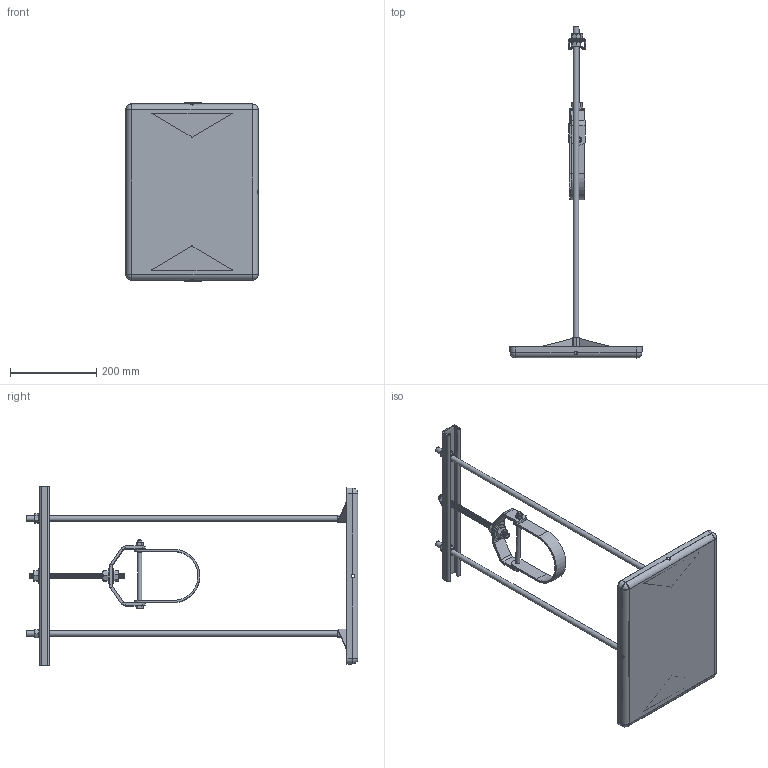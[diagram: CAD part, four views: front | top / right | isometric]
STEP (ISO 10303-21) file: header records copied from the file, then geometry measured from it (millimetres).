
FILE_DESCRIPTION((''),'2;1');
FILE_NAME('5-SB-H HDG-SS.stp','2012-11-21T13:20:39',('rdavis'),(''),'Autodesk Inventor 2013','Autodesk Inventor 2013','');
FILE_SCHEMA(('AUTOMOTIVE_DESIGN { 1 0 10303 214 1 1 1 1 }'));
Length unit declared in the file: inch
Products named in the file (16): 5-SB-H HDG-SS; 4.75_shorter all thread; bottom hanger_4; Flat Washer Type A Wide_AI_FW 0; Heavy Hex Nut_AI_HHNUT 0; .5 all thread_7_; top hanger_4; Hex Bolt - Inch 3/8-16 UNC - 6; Hex Nut - Inch 3/8 - 16; Hex Nut_AI_HNUT 0; Pan SS 12x16; 30 inch all thread; P-3300 strut 16 inch; Long Hex Nut_HNUT 0.3750-24-D-N SS; Angle Mount - 6-RAH SS
Assembly tree (28 placements, depth 3):
  5-SB-H HDG-SS
    4.75_shorter all thread
      bottom hanger_4
      Flat Washer Type A Wide_AI_FW 0  x3
      Heavy Hex Nut_AI_HHNUT 0  x3
      .5 all thread_7_
      top hanger_4
      Hex Bolt - Inch 3/8-16 UNC - 6
      Hex Nut - Inch 3/8 - 16
    Hex Nut_AI_HNUT 0  x4
    Flat Washer Type A Wide_AI_FW 0  x4
    Pan SS 12x16
    30 inch all thread  x2
    P-3300 strut 16 inch
    Long Hex Nut_HNUT 0.3750-24-D-N SS  x2
    Angle Mount - 6-RAH SS  x2
Bounding box: 306.62 x 768.6 x 415.35 mm (x, y, z)
Volume: 795892.2 mm3; surface area: 586192 mm2
Topology: 27 solids, 27 shells, 802 faces, 1905 edges, 1192 vertices
Faces by surface type: cone 304, plane 285, cylinder 199, sphere 8, torus 6
Full cylindrical faces by diameter (mm): 7.798 x1, 8.001 x4, 8.433 x2, 9.525 x1, 9.652 x1, 9.855 x1, 10.16 x4, 10.716 x7, 11.125 x4, 12.7 x76, 12.731 x21, 14.275 x4, 17.018 x1, 22.225 x3, 25.4 x4, 34.925 x3
Entity records: 15792 total; most frequent: CARTESIAN_POINT 2760, DIRECTION 2699, ORIENTED_EDGE 1948, AXIS2_PLACEMENT_3D 1192, EDGE_LOOP 993, EDGE_CURVE 974, VERTEX_POINT 729, FACE_OUTER_BOUND 609
